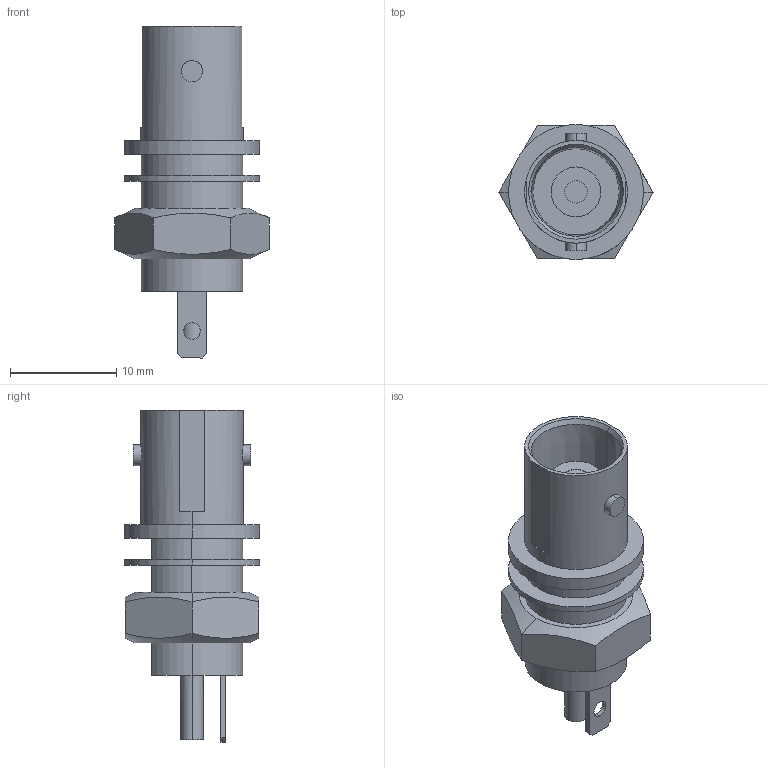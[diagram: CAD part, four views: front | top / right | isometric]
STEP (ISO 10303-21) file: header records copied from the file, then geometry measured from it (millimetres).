
FILE_DESCRIPTION (( 'STEP AP214' ), '1' );
FILE_NAME ('coax_connector-male.STEP', '2017-08-18T07:12:15', ( 'Sidh Singh' ), ( '' ), 'SwSTEP 2.0', 'SolidWorks 2012', '' );
FILE_SCHEMA (( 'AUTOMOTIVE_DESIGN' ));
Length unit declared in the file: millimetre
Products named in the file (1): coax_connector-male
Bounding box: 14.5 x 12.7 x 31.22 mm (x, y, z)
Volume: 1785.9 mm3; surface area: 1742.8 mm2
Topology: 2 solids, 2 shells, 71 faces, 164 edges, 106 vertices
Faces by surface type: cylinder 30, plane 21, bspline 12, cone 8
Entity records: 2299 total; most frequent: CARTESIAN_POINT 644, ORIENTED_EDGE 328, DIRECTION 328, EDGE_CURVE 164, AXIS2_PLACEMENT_3D 128, VERTEX_POINT 106, EDGE_LOOP 86, LINE 72
